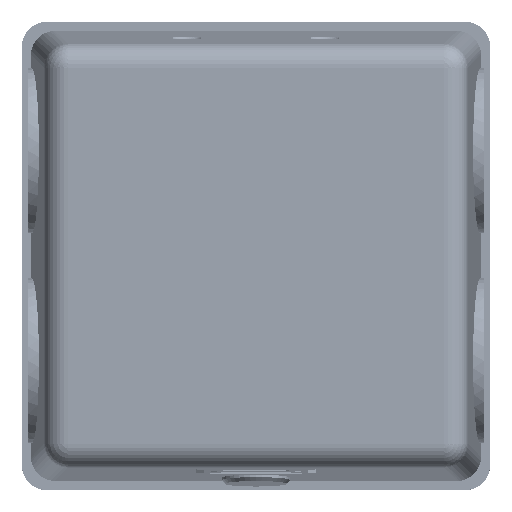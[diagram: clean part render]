
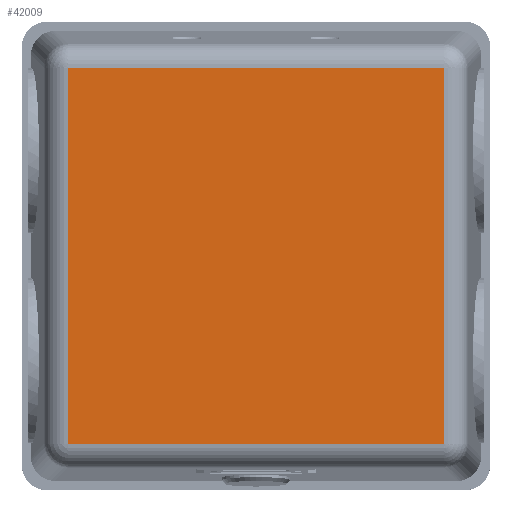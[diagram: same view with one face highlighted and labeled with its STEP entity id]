
A CAD part, top view. The second image highlights one B-rep face of the part: STEP entity #42009.
In plain terms, the highlighted face is planar.
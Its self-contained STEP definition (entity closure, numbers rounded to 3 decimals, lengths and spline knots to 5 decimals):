
#2707=LINE('',#72198,#6004);
#2708=LINE('',#72201,#6005);
#2709=LINE('',#72203,#6006);
#2710=LINE('',#72205,#6007);
#6004=VECTOR('',#59517,1.);
#6005=VECTOR('',#59518,1.);
#6006=VECTOR('',#59519,1.);
#6007=VECTOR('',#59520,1.);
#9583=PLANE('',#49023);
#17573=ORIENTED_EDGE('',*,*,#24507,.T.);
#17574=ORIENTED_EDGE('',*,*,#24508,.T.);
#17575=ORIENTED_EDGE('',*,*,#24509,.T.);
#17576=ORIENTED_EDGE('',*,*,#24510,.T.);
#24507=EDGE_CURVE('',#28823,#28824,#2707,.T.);
#24508=EDGE_CURVE('',#28824,#28825,#2708,.T.);
#24509=EDGE_CURVE('',#28825,#28826,#2709,.T.);
#24510=EDGE_CURVE('',#28826,#28823,#2710,.T.);
#28823=VERTEX_POINT('',#72199);
#28824=VERTEX_POINT('',#72200);
#28825=VERTEX_POINT('',#72202);
#28826=VERTEX_POINT('',#72204);
#34352=EDGE_LOOP('',(#17573,#17574,#17575,#17576));
#38228=FACE_BOUND('',#34352,.T.);
#42009=ADVANCED_FACE('',(#38228),#9583,.F.);
#49023=AXIS2_PLACEMENT_3D('',#72197,#59515,#59516);
#59515=DIRECTION('',(0.,0.,1.));
#59516=DIRECTION('',(1.,0.,0.));
#59517=DIRECTION('',(0.,-1.,0.));
#59518=DIRECTION('',(-1.,0.,0.));
#59519=DIRECTION('',(0.,1.,0.));
#59520=DIRECTION('',(1.,0.,0.));
#72197=CARTESIAN_POINT('',(0.,0.,0.));
#72198=CARTESIAN_POINT('',(0.06267,-0.07,0.));
#72199=CARTESIAN_POINT('',(0.06267,0.06267,0.));
#72200=CARTESIAN_POINT('',(0.06267,-0.06267,0.));
#72201=CARTESIAN_POINT('',(0.,-0.06267,0.));
#72202=CARTESIAN_POINT('',(-0.06267,-0.06267,0.));
#72203=CARTESIAN_POINT('',(-0.06267,0.,0.));
#72204=CARTESIAN_POINT('',(-0.06267,0.06267,0.));
#72205=CARTESIAN_POINT('',(0.07,0.06267,0.));
